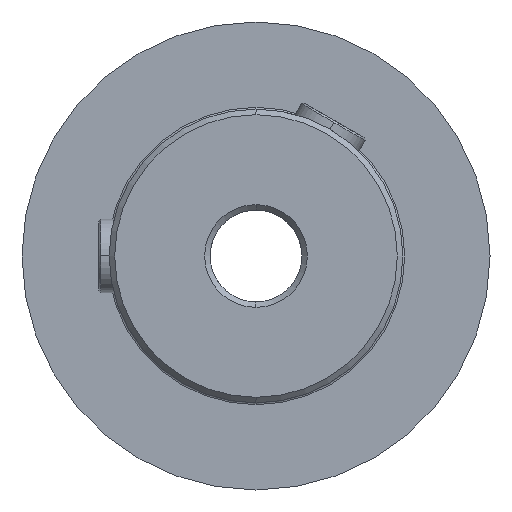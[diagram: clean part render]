
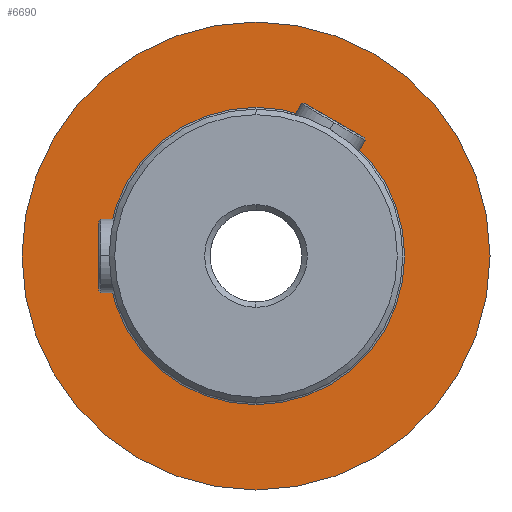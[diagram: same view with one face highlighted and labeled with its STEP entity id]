
A CAD part, left-side view. The second image highlights one B-rep face of the part: STEP entity #6690.
In plain terms, the highlighted planar face has unit normal (-1, 0, 0).
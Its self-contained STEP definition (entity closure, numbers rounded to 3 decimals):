
#836 = DIRECTION ( 'NONE',  ( 1., 0., 0. ) ) ;
#1023 = CARTESIAN_POINT ( 'NONE',  ( 6.9, 0., -12.75 ) ) ;
#1125 = DIRECTION ( 'NONE',  ( 1., 0., 0. ) ) ;
#1673 = FACE_BOUND ( 'NONE', #9511, .T. ) ;
#1705 = ORIENTED_EDGE ( 'NONE', *, *, #4921, .T. ) ;
#1761 = CARTESIAN_POINT ( 'NONE',  ( 6.9, 0., 8.1 ) ) ;
#1781 = PLANE ( 'NONE',  #6156 ) ;
#1797 = DIRECTION ( 'NONE',  ( -1., 0., 0. ) ) ;
#1903 = CARTESIAN_POINT ( 'NONE',  ( 6.9, 0., 0. ) ) ;
#2593 = DIRECTION ( 'NONE',  ( 0., 0., -1. ) ) ;
#2673 = ORIENTED_EDGE ( 'NONE', *, *, #4925, .T. ) ;
#2688 = ORIENTED_EDGE ( 'NONE', *, *, #8305, .T. ) ;
#2728 = DIRECTION ( 'NONE',  ( 0., 0., 1. ) ) ;
#3065 = AXIS2_PLACEMENT_3D ( 'NONE', #6134, #9978, #7675 ) ;
#3156 = AXIS2_PLACEMENT_3D ( 'NONE', #5892, #1797, #9834 ) ;
#3224 = CARTESIAN_POINT ( 'NONE',  ( 6.9, 0., -8.1 ) ) ;
#3259 = EDGE_CURVE ( 'NONE', #8478, #3266, #8172, .T. ) ;
#3266 = VERTEX_POINT ( 'NONE', #1761 ) ;
#3736 = AXIS2_PLACEMENT_3D ( 'NONE', #5901, #1125, #8205 ) ;
#3973 = VERTEX_POINT ( 'NONE', #6385 ) ;
#4921 = EDGE_CURVE ( 'NONE', #6451, #3973, #9572, .T. ) ;
#4925 = EDGE_CURVE ( 'NONE', #3973, #6451, #9734, .T. ) ;
#5023 = EDGE_LOOP ( 'NONE', ( #2673, #1705 ) ) ;
#5738 = DIRECTION ( 'NONE',  ( -1., 0., 0. ) ) ;
#5892 = CARTESIAN_POINT ( 'NONE',  ( 6.9, 0., 0. ) ) ;
#5901 = CARTESIAN_POINT ( 'NONE',  ( 6.9, 0., 0. ) ) ;
#6134 = CARTESIAN_POINT ( 'NONE',  ( 6.9, 0., 0. ) ) ;
#6156 = AXIS2_PLACEMENT_3D ( 'NONE', #8070, #836, #2593 ) ;
#6385 = CARTESIAN_POINT ( 'NONE',  ( 6.9, 0., 12.75 ) ) ;
#6451 = VERTEX_POINT ( 'NONE', #1023 ) ;
#6690 = ADVANCED_FACE ( 'NONE', ( #1673, #7203 ), #1781, .F. ) ;
#7203 = FACE_OUTER_BOUND ( 'NONE', #5023, .T. ) ;
#7527 = CIRCLE ( 'NONE', #3065, 8.1 ) ;
#7675 = DIRECTION ( 'NONE',  ( 0., 0., -1. ) ) ;
#8004 = ORIENTED_EDGE ( 'NONE', *, *, #3259, .T. ) ;
#8070 = CARTESIAN_POINT ( 'NONE',  ( 6.9, 8., 0. ) ) ;
#8172 = CIRCLE ( 'NONE', #3736, 8.1 ) ;
#8205 = DIRECTION ( 'NONE',  ( 0., 0., -1. ) ) ;
#8305 = EDGE_CURVE ( 'NONE', #3266, #8478, #7527, .T. ) ;
#8478 = VERTEX_POINT ( 'NONE', #3224 ) ;
#8742 = AXIS2_PLACEMENT_3D ( 'NONE', #1903, #5738, #2728 ) ;
#9511 = EDGE_LOOP ( 'NONE', ( #8004, #2688 ) ) ;
#9572 = CIRCLE ( 'NONE', #3156, 12.75 ) ;
#9734 = CIRCLE ( 'NONE', #8742, 12.75 ) ;
#9834 = DIRECTION ( 'NONE',  ( 0., 0., 1. ) ) ;
#9978 = DIRECTION ( 'NONE',  ( 1., 0., 0. ) ) ;
